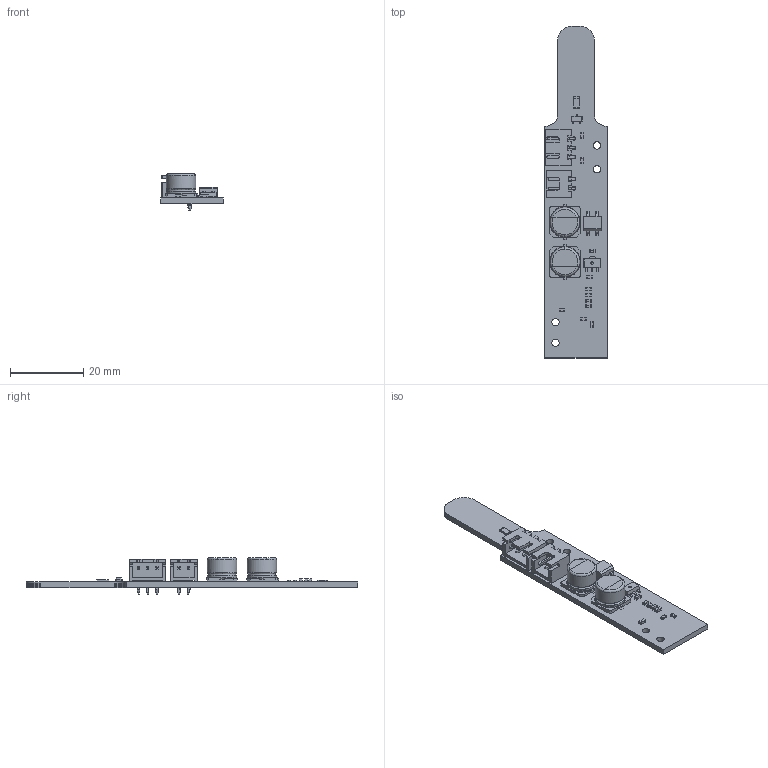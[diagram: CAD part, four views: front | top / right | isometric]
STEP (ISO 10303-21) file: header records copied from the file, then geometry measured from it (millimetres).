
FILE_DESCRIPTION(('KiCad electronic assembly'),'2;1');
FILE_NAME('microscope.step','2024-05-01T14:02:36',('Pcbnew'),('Kicad'), 'Open CASCADE STEP processor 7.7','KiCad to STEP converter','Unknown' );
FILE_SCHEMA(('AUTOMOTIVE_DESIGN { 1 0 10303 214 1 1 1 1 }'));
Length unit declared in the file: millimetre
Products named in the file (20): microscope 1; C_0603_1608Metric; R_0603_1608Metric; SOT-89-3; CQ assembly; CP_Elec_8x6.5; CP_Elec_8x65; R_1206_3216Metric; JST_XH_S2B-A-no-support; S2B-XH-A-1(LF)(SN)003; JST_XH_S3B-A-no-support; S3B-XH-A-1; MB10S; SOT-23; SOT_23; _autosave-microscope PCB
Assembly tree (29 placements, depth 3):
  microscope 1
    C_0603_1608Metric  x5
      C_0603_1608Metric
    R_0603_1608Metric  x6
      R_0603_1608Metric
    SOT-89-3
      CQ assembly
    CP_Elec_8x6.5  x2
      CP_Elec_8x65
    R_1206_3216Metric
      R_1206_3216Metric
    JST_XH_S2B-A-no-support
      S2B-XH-A-1(LF)(SN)003
    JST_XH_S3B-A-no-support
      S3B-XH-A-1
    MB10S
      MB10S
    SOT-23
      SOT_23
    _autosave-microscope PCB
Bounding box: 17 x 90.5 x 9.9 mm (x, y, z)
Volume: 3252.1 mm3; surface area: 5026.2 mm2
Topology: 33 solids, 33 shells, 952 faces, 2411 edges, 1538 vertices
Faces by surface type: plane 691, cylinder 220, bspline 31, torus 8, revolution 2
Full cylindrical faces by diameter (mm): 0.7 x1, 0.95 x3, 1 x2, 2 x4, 8 x4
Entity records: 44245 total; most frequent: CARTESIAN_POINT 8435, DIRECTION 6368, LINE 4436, VECTOR 4436, ORIENTED_EDGE 3360, PCURVE 3360, DEFINITIONAL_REPRESENTATION 3360, EDGE_CURVE 1680
